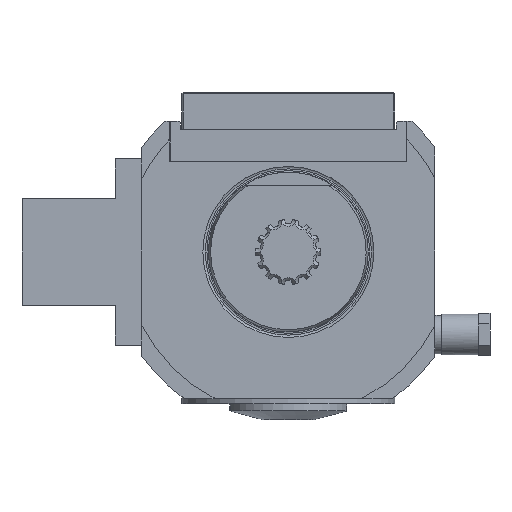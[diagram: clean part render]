
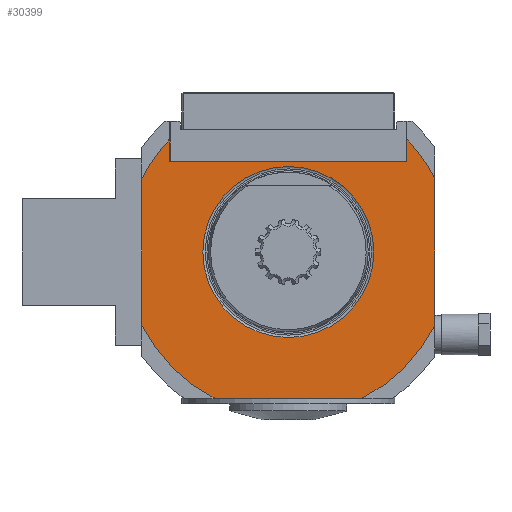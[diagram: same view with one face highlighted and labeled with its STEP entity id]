
A CAD part, front view. The second image highlights one B-rep face of the part: STEP entity #30399.
In plain terms, the highlighted planar face has unit normal (0, -1, 0).
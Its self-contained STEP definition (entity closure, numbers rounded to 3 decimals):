
#77 = DIRECTION ( 'NONE',  ( 0., 1., 0. ) ) ;
#342 = FACE_OUTER_BOUND ( 'NONE', #29552, .T. ) ;
#1070 = AXIS2_PLACEMENT_3D ( 'NONE', #12172, #14401, #2445 ) ;
#1138 = CIRCLE ( 'NONE', #29005, 61.5 ) ;
#1577 = EDGE_CURVE ( 'NONE', #8550, #8550, #5790, .T. ) ;
#2445 = DIRECTION ( 'NONE',  ( 1., 0., 0. ) ) ;
#2533 = AXIS2_PLACEMENT_3D ( 'NONE', #24291, #15233, #2958 ) ;
#2602 = ORIENTED_EDGE ( 'NONE', *, *, #21290, .T. ) ;
#2836 = VERTEX_POINT ( 'NONE', #25894 ) ;
#2958 = DIRECTION ( 'NONE',  ( 1., 0., 0. ) ) ;
#3242 = EDGE_CURVE ( 'NONE', #4889, #2836, #4656, .T. ) ;
#3499 = CARTESIAN_POINT ( 'NONE',  ( 0., -1., 0. ) ) ;
#3600 = VERTEX_POINT ( 'NONE', #5646 ) ;
#3614 = LINE ( 'NONE', #6353, #10986 ) ;
#3913 = LINE ( 'NONE', #4063, #21656 ) ;
#4063 = CARTESIAN_POINT ( 'NONE',  ( 55., -1., 0. ) ) ;
#4160 = DIRECTION ( 'NONE',  ( 0., 1., 0. ) ) ;
#4333 = CARTESIAN_POINT ( 'NONE',  ( 44.5, -1., 0. ) ) ;
#4454 = ORIENTED_EDGE ( 'NONE', *, *, #23663, .T. ) ;
#4656 = LINE ( 'NONE', #9067, #10356 ) ;
#4889 = VERTEX_POINT ( 'NONE', #7800 ) ;
#4914 = CARTESIAN_POINT ( 'NONE',  ( 0., -1., 0. ) ) ;
#5635 = DIRECTION ( 'NONE',  ( 0., -1., 0. ) ) ;
#5646 = CARTESIAN_POINT ( 'NONE',  ( -44.5, -1., 42.45 ) ) ;
#5790 = CIRCLE ( 'NONE', #22265, 32.095 ) ;
#6249 = DIRECTION ( 'NONE',  ( 0., 1., 0. ) ) ;
#6353 = CARTESIAN_POINT ( 'NONE',  ( 0., -1., -55. ) ) ;
#6435 = DIRECTION ( 'NONE',  ( 0., 0., -1. ) ) ;
#6823 = DIRECTION ( 'NONE',  ( -1., 0., 0. ) ) ;
#7126 = EDGE_CURVE ( 'NONE', #29537, #20612, #12351, .T. ) ;
#7800 = CARTESIAN_POINT ( 'NONE',  ( -55., -1., 27.518 ) ) ;
#8064 = CARTESIAN_POINT ( 'NONE',  ( 0., -1., 0. ) ) ;
#8108 = VECTOR ( 'NONE', #6435, 1000. ) ;
#8550 = VERTEX_POINT ( 'NONE', #18350 ) ;
#8750 = CARTESIAN_POINT ( 'NONE',  ( -27.518, -1., -55. ) ) ;
#9051 = LINE ( 'NONE', #4333, #8108 ) ;
#9067 = CARTESIAN_POINT ( 'NONE',  ( -55., -1., 0. ) ) ;
#9520 = DIRECTION ( 'NONE',  ( 1., 0., 0. ) ) ;
#9974 = EDGE_CURVE ( 'NONE', #4889, #3600, #16473, .T. ) ;
#10356 = VECTOR ( 'NONE', #14503, 1000. ) ;
#10398 = ORIENTED_EDGE ( 'NONE', *, *, #12236, .T. ) ;
#10501 = ORIENTED_EDGE ( 'NONE', *, *, #31273, .F. ) ;
#10811 = EDGE_CURVE ( 'NONE', #20612, #14281, #3913, .T. ) ;
#10986 = VECTOR ( 'NONE', #26220, 1000. ) ;
#10989 = EDGE_CURVE ( 'NONE', #14281, #21669, #12912, .T. ) ;
#11812 = CARTESIAN_POINT ( 'NONE',  ( 44.5, -1., 42.45 ) ) ;
#12172 = CARTESIAN_POINT ( 'NONE',  ( -32.15, -1., 0. ) ) ;
#12236 = EDGE_CURVE ( 'NONE', #24579, #13651, #19559, .T. ) ;
#12351 = CIRCLE ( 'NONE', #24707, 61.5 ) ;
#12907 = VECTOR ( 'NONE', #6823, 1000. ) ;
#12912 = CIRCLE ( 'NONE', #30471, 61.5 ) ;
#13651 = VERTEX_POINT ( 'NONE', #31433 ) ;
#14281 = VERTEX_POINT ( 'NONE', #21949 ) ;
#14401 = DIRECTION ( 'NONE',  ( 0., 1., 0. ) ) ;
#14503 = DIRECTION ( 'NONE',  ( 0., 0., -1. ) ) ;
#14865 = ORIENTED_EDGE ( 'NONE', *, *, #10811, .F. ) ;
#15233 = DIRECTION ( 'NONE',  ( 0., 1., 0. ) ) ;
#16068 = ORIENTED_EDGE ( 'NONE', *, *, #1577, .F. ) ;
#16382 = CARTESIAN_POINT ( 'NONE',  ( 44.5, -1., 34. ) ) ;
#16473 = CIRCLE ( 'NONE', #2533, 61.5 ) ;
#16505 = DIRECTION ( 'NONE',  ( 0., 0., -1. ) ) ;
#16706 = CARTESIAN_POINT ( 'NONE',  ( 27.518, -1., -55. ) ) ;
#16732 = ORIENTED_EDGE ( 'NONE', *, *, #9974, .F. ) ;
#16986 = CARTESIAN_POINT ( 'NONE',  ( -32.15, -1., 34. ) ) ;
#16994 = PLANE ( 'NONE',  #1070 ) ;
#17474 = EDGE_LOOP ( 'NONE', ( #16068 ) ) ;
#18350 = CARTESIAN_POINT ( 'NONE',  ( -32.095, -1., 0. ) ) ;
#19107 = CARTESIAN_POINT ( 'NONE',  ( 55., -1., 27.518 ) ) ;
#19559 = LINE ( 'NONE', #16986, #12907 ) ;
#20612 = VERTEX_POINT ( 'NONE', #19107 ) ;
#20680 = LINE ( 'NONE', #21146, #24021 ) ;
#20892 = ORIENTED_EDGE ( 'NONE', *, *, #3242, .T. ) ;
#21146 = CARTESIAN_POINT ( 'NONE',  ( -44.5, -1., 0. ) ) ;
#21290 = EDGE_CURVE ( 'NONE', #13651, #3600, #20680, .T. ) ;
#21656 = VECTOR ( 'NONE', #16505, 1000. ) ;
#21669 = VERTEX_POINT ( 'NONE', #16706 ) ;
#21949 = CARTESIAN_POINT ( 'NONE',  ( 55., -1., -27.518 ) ) ;
#22143 = FACE_BOUND ( 'NONE', #17474, .T. ) ;
#22265 = AXIS2_PLACEMENT_3D ( 'NONE', #8064, #5635, #25342 ) ;
#22471 = VERTEX_POINT ( 'NONE', #8750 ) ;
#23197 = DIRECTION ( 'NONE',  ( 1., 0., 0. ) ) ;
#23251 = DIRECTION ( 'NONE',  ( 0., 0., 1. ) ) ;
#23663 = EDGE_CURVE ( 'NONE', #29537, #24579, #9051, .T. ) ;
#24021 = VECTOR ( 'NONE', #23251, 1000. ) ;
#24291 = CARTESIAN_POINT ( 'NONE',  ( 0., -1., 0. ) ) ;
#24579 = VERTEX_POINT ( 'NONE', #16382 ) ;
#24707 = AXIS2_PLACEMENT_3D ( 'NONE', #26296, #4160, #9520 ) ;
#25342 = DIRECTION ( 'NONE',  ( -1., 0., 0. ) ) ;
#25894 = CARTESIAN_POINT ( 'NONE',  ( -55., -1., -27.518 ) ) ;
#26142 = DIRECTION ( 'NONE',  ( 1., 0., 0. ) ) ;
#26220 = DIRECTION ( 'NONE',  ( -1., 0., 0. ) ) ;
#26296 = CARTESIAN_POINT ( 'NONE',  ( 0., -1., 0. ) ) ;
#27299 = ORIENTED_EDGE ( 'NONE', *, *, #7126, .F. ) ;
#28545 = ORIENTED_EDGE ( 'NONE', *, *, #31106, .F. ) ;
#29005 = AXIS2_PLACEMENT_3D ( 'NONE', #4914, #77, #26142 ) ;
#29537 = VERTEX_POINT ( 'NONE', #11812 ) ;
#29552 = EDGE_LOOP ( 'NONE', ( #27299, #4454, #10398, #2602, #16732, #20892, #28545, #10501, #30884, #14865 ) ) ;
#30399 = ADVANCED_FACE ( 'Defeature completata1_356', ( #342, #22143 ), #16994, .F. ) ;
#30471 = AXIS2_PLACEMENT_3D ( 'NONE', #3499, #6249, #23197 ) ;
#30884 = ORIENTED_EDGE ( 'NONE', *, *, #10989, .F. ) ;
#31106 = EDGE_CURVE ( 'NONE', #22471, #2836, #1138, .T. ) ;
#31273 = EDGE_CURVE ( 'NONE', #21669, #22471, #3614, .T. ) ;
#31433 = CARTESIAN_POINT ( 'NONE',  ( -44.5, -1., 34. ) ) ;
